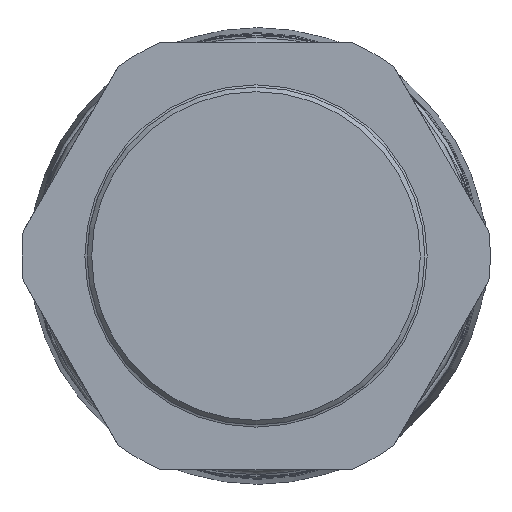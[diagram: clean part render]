
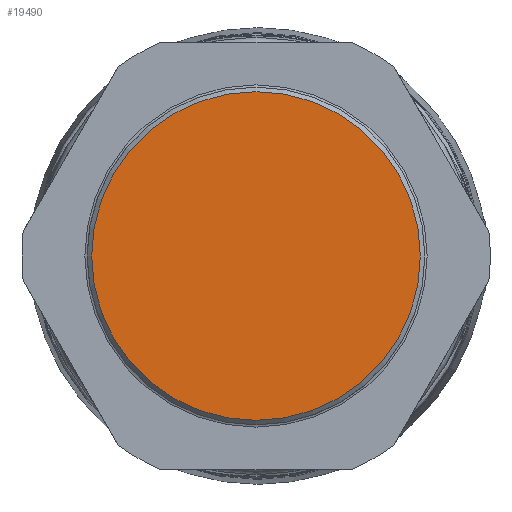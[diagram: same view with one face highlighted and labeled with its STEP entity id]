
A CAD part, left-side view. The second image highlights one B-rep face of the part: STEP entity #19490.
In plain terms, the highlighted planar face has unit normal (-1, 0, 0).
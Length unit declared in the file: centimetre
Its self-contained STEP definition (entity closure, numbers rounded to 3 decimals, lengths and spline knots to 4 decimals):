
#1404=CIRCLE('',#20904,3.65);
#2662=FACE_OUTER_BOUND('',#3821,.T.);
#3821=EDGE_LOOP('',(#14837));
#7992=VERTEX_POINT('',#35087);
#10427=EDGE_CURVE('',#7992,#7992,#1404,.T.);
#14837=ORIENTED_EDGE('',*,*,#10427,.F.);
#17682=PLANE('',#20903);
#19490=ADVANCED_FACE('',(#2662),#17682,.T.);
#20903=AXIS2_PLACEMENT_3D('',#35086,#24399,#24400);
#20904=AXIS2_PLACEMENT_3D('',#35088,#24401,#24402);
#24399=DIRECTION('center_axis',(-1.,0.,0.));
#24400=DIRECTION('ref_axis',(0.,1.,0.));
#24401=DIRECTION('center_axis',(1.,0.,0.));
#24402=DIRECTION('ref_axis',(0.,-1.,0.));
#35086=CARTESIAN_POINT('Origin',(-6.17,0.,
-3.65));
#35087=CARTESIAN_POINT('',(-6.17,0.,-3.65));
#35088=CARTESIAN_POINT('Origin',(-6.17,0.,
0.));
